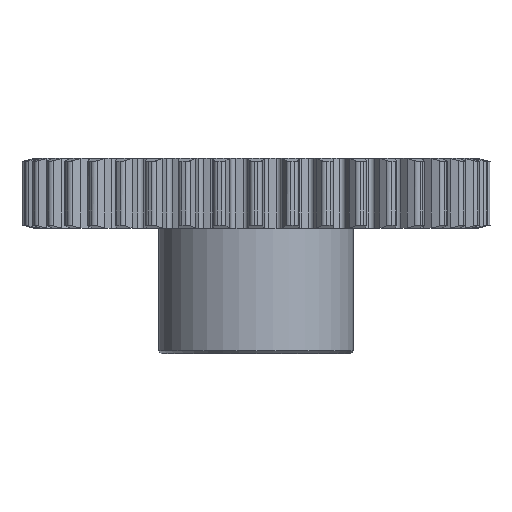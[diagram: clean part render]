
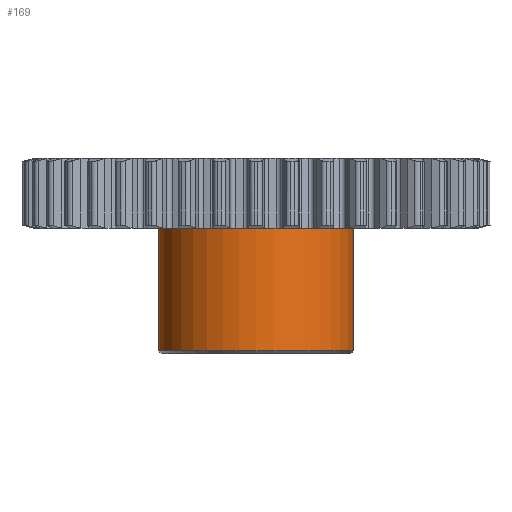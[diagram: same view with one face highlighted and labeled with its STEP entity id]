
A CAD part, front view. The second image highlights one B-rep face of the part: STEP entity #169.
In plain terms, the highlighted cylindrical face has radius 7 mm (diameter 14 mm), a full revolution.
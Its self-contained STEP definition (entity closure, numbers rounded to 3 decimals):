
#169 = ADVANCED_FACE( '', ( #679, #680, #681 ), #682, .T. );
#679 = FACE_OUTER_BOUND( '', #1713, .T. );
#680 = FACE_BOUND( '', #1714, .T. );
#681 = FACE_OUTER_BOUND( '', #1715, .T. );
#682 = CYLINDRICAL_SURFACE( '', #1716, 7. );
#1713 = EDGE_LOOP( '', ( #2746 ) );
#1714 = EDGE_LOOP( '', ( #2747 ) );
#1715 = EDGE_LOOP( '', ( #2748 ) );
#1716 = AXIS2_PLACEMENT_3D( '', #2749, #2750, #2751 );
#2746 = ORIENTED_EDGE( '', *, *, #6919, .F. );
#2747 = ORIENTED_EDGE( '', *, *, #6920, .F. );
#2748 = ORIENTED_EDGE( '', *, *, #6921, .T. );
#2749 = CARTESIAN_POINT( '', ( 0., 0., -14. ) );
#2750 = DIRECTION( '', ( 0., 0., 1. ) );
#2751 = DIRECTION( '', ( -1., 0., 0. ) );
#6919 = EDGE_CURVE( '', #8244, #8244, #8245, .T. );
#6920 = EDGE_CURVE( '', #8246, #8246, #8247, .T. );
#6921 = EDGE_CURVE( '', #8248, #8248, #8249, .F. );
#8244 = VERTEX_POINT( '', #10400 );
#8245 = CIRCLE( '', #10401, 7. );
#8246 = VERTEX_POINT( '', #10402 );
#8247 = B_SPLINE_CURVE_WITH_KNOTS( '', 3, ( #10403, #10404, #10405, #10406, #10407, #10408, #10409, #10410, #10411, #10412, #10413, #10414, #10415, #10416, #10417, #10418, #10419, #10420, #10421, #10422, #10423, #10424, #10425, #10426, #10427, #10428, #10429, #10430, #10431, #10432, #10433, #10434, #10435, #10436, #10437, #10438, #10439, #10440, #10441, #10442, #10443, #10444, #10445, #10446, #10447, #10448, #10449, #10450 ), .UNSPECIFIED., .T., .F., ( 2, 2, 2, 2, 2, 2, 2, 2, 2, 2, 2, 2, 2, 2, 2, 2, 2, 2, 2, 2, 2, 2, 2, 2, 2, 2 ), ( -0.001, 0., 0.001, 0.001, 0.001, 0.002, 0.002, 0.003, 0.003, 0.003, 0.004, 0.004, 0.004, 0.005, 0.005, 0.006, 0.007, 0.007, 0.008, 0.009, 0.01, 0.01, 0.01, 0.011, 0.012, 0.013 ), .UNSPECIFIED. );
#8248 = VERTEX_POINT( '', #10451 );
#8249 = CIRCLE( '', #10452, 7. );
#10400 = CARTESIAN_POINT( '', ( -7., 0., -13.8 ) );
#10401 = AXIS2_PLACEMENT_3D( '', #14520, #14521, #14522 );
#10402 = CARTESIAN_POINT( '', ( -1.31, 6.876, -11.344 ) );
#10403 = CARTESIAN_POINT( '', ( -1.154, 6.906, -11.537 ) );
#10404 = CARTESIAN_POINT( '', ( -1.465, 6.847, -11.151 ) );
#10405 = CARTESIAN_POINT( '', ( -1.581, 6.819, -10.933 ) );
#10406 = CARTESIAN_POINT( '', ( -1.699, 6.791, -10.58 ) );
#10407 = CARTESIAN_POINT( '', ( -1.728, 6.784, -10.46 ) );
#10408 = CARTESIAN_POINT( '', ( -1.765, 6.774, -10.217 ) );
#10409 = CARTESIAN_POINT( '', ( -1.774, 6.772, -10.092 ) );
#10410 = CARTESIAN_POINT( '', ( -1.77, 6.773, -9.844 ) );
#10411 = CARTESIAN_POINT( '', ( -1.758, 6.776, -9.721 ) );
#10412 = CARTESIAN_POINT( '', ( -1.714, 6.787, -9.479 ) );
#10413 = CARTESIAN_POINT( '', ( -1.681, 6.795, -9.358 ) );
#10414 = CARTESIAN_POINT( '', ( -1.596, 6.816, -9.126 ) );
#10415 = CARTESIAN_POINT( '', ( -1.545, 6.828, -9.015 ) );
#10416 = CARTESIAN_POINT( '', ( -1.422, 6.854, -8.803 ) );
#10417 = CARTESIAN_POINT( '', ( -1.35, 6.869, -8.701 ) );
#10418 = CARTESIAN_POINT( '', ( -1.189, 6.899, -8.515 ) );
#10419 = CARTESIAN_POINT( '', ( -1.101, 6.913, -8.431 ) );
#10420 = CARTESIAN_POINT( '', ( -0.909, 6.941, -8.28 ) );
#10421 = CARTESIAN_POINT( '', ( -0.802, 6.955, -8.213 ) );
#10422 = CARTESIAN_POINT( '', ( -0.581, 6.977, -8.106 ) );
#10423 = CARTESIAN_POINT( '', ( -0.465, 6.986, -8.066 ) );
#10424 = CARTESIAN_POINT( '', ( -0.223, 6.997, -8.011 ) );
#10425 = CARTESIAN_POINT( '', ( -0.098, 7., -7.998 ) );
#10426 = CARTESIAN_POINT( '', ( 0.149, 7., -8.002 ) );
#10427 = CARTESIAN_POINT( '', ( 0.273, 6.996, -8.019 ) );
#10428 = CARTESIAN_POINT( '', ( 0.514, 6.982, -8.082 ) );
#10429 = CARTESIAN_POINT( '', ( 0.629, 6.973, -8.126 ) );
#10430 = CARTESIAN_POINT( '', ( 0.959, 6.938, -8.298 ) );
#10431 = CARTESIAN_POINT( '', ( 1.151, 6.906, -8.461 ) );
#10432 = CARTESIAN_POINT( '', ( 1.462, 6.848, -8.844 ) );
#10433 = CARTESIAN_POINT( '', ( 1.581, 6.82, -9.065 ) );
#10434 = CARTESIAN_POINT( '', ( 1.737, 6.782, -9.532 ) );
#10435 = CARTESIAN_POINT( '', ( 1.775, 6.771, -9.783 ) );
#10436 = CARTESIAN_POINT( '', ( 1.769, 6.773, -10.276 ) );
#10437 = CARTESIAN_POINT( '', ( 1.724, 6.785, -10.525 ) );
#10438 = CARTESIAN_POINT( '', ( 1.555, 6.826, -10.987 ) );
#10439 = CARTESIAN_POINT( '', ( 1.43, 6.854, -11.205 ) );
#10440 = CARTESIAN_POINT( '', ( 1.111, 6.913, -11.576 ) );
#10441 = CARTESIAN_POINT( '', ( 0.913, 6.944, -11.733 ) );
#10442 = CARTESIAN_POINT( '', ( 0.581, 6.977, -11.893 ) );
#10443 = CARTESIAN_POINT( '', ( 0.463, 6.986, -11.935 ) );
#10444 = CARTESIAN_POINT( '', ( 0.221, 6.998, -11.989 ) );
#10445 = CARTESIAN_POINT( '', ( 0.098, 7., -12.002 ) );
#10446 = CARTESIAN_POINT( '', ( -0.275, 6.999, -11.996 ) );
#10447 = CARTESIAN_POINT( '', ( -0.523, 6.984, -11.93 ) );
#10448 = CARTESIAN_POINT( '', ( -0.961, 6.937, -11.7 ) );
#10449 = CARTESIAN_POINT( '', ( -1.154, 6.906, -11.537 ) );
#10450 = CARTESIAN_POINT( '', ( -1.465, 6.847, -11.151 ) );
#10451 = CARTESIAN_POINT( '', ( 7., 0., -5. ) );
#10452 = AXIS2_PLACEMENT_3D( '', #14523, #14524, #14525 );
#14520 = CARTESIAN_POINT( '', ( 0., 0., -13.8 ) );
#14521 = DIRECTION( '', ( 0., 0., -1. ) );
#14522 = DIRECTION( '', ( -1., 0., 0. ) );
#14523 = CARTESIAN_POINT( '', ( 0., 0., -5. ) );
#14524 = DIRECTION( '', ( 0., 0., 1. ) );
#14525 = DIRECTION( '', ( 1., 0., 0. ) );
